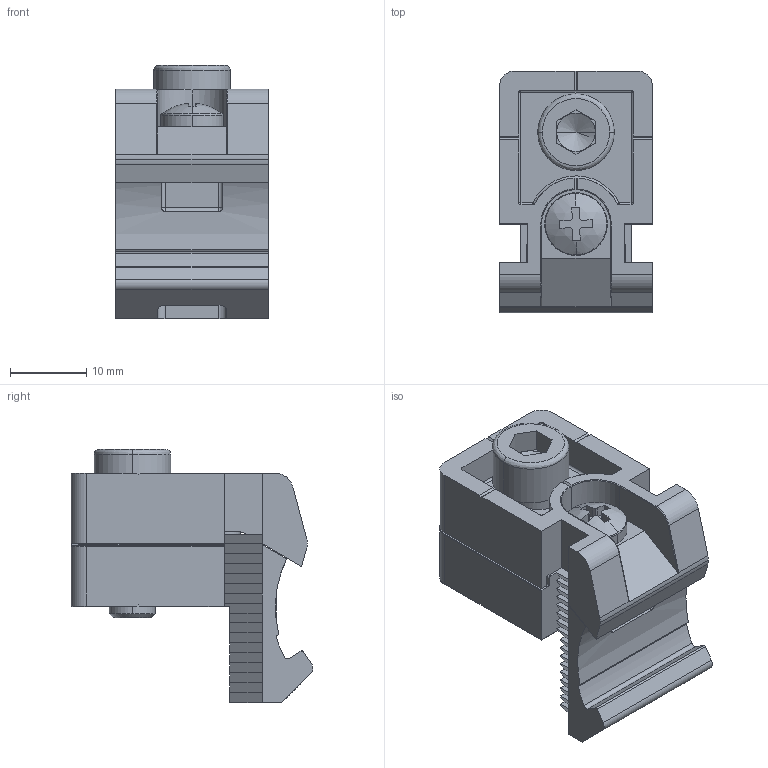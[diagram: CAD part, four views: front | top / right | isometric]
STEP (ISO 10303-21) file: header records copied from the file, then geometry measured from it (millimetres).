
FILE_DESCRIPTION (( 'STEP AP203' ), '1' );
FILE_NAME ('408543311_c_1.STEP', '2022-11-17T05:58:27', ( '' ), ( '' ), 'SwSTEP 2.0', 'SolidWorks 2014', '' );
FILE_SCHEMA (( 'CONFIG_CONTROL_DESIGN' ));
Length unit declared in the file: millimetre
Products named in the file (1): 408543311_c_1
Bounding box: 20 x 31.59 x 33.08 mm (x, y, z)
Volume: 8615.8 mm3; surface area: 8111 mm2
Topology: 5 solids, 5 shells, 446 faces, 1211 edges, 764 vertices
Faces by surface type: plane 244, cylinder 131, bspline 56, cone 10, torus 5
Entity records: 15165 total; most frequent: CARTESIAN_POINT 4233, ORIENTED_EDGE 2390, DIRECTION 2141, EDGE_CURVE 1195, VECTOR 777, LINE 777, VERTEX_POINT 764, AXIS2_PLACEMENT_3D 682
